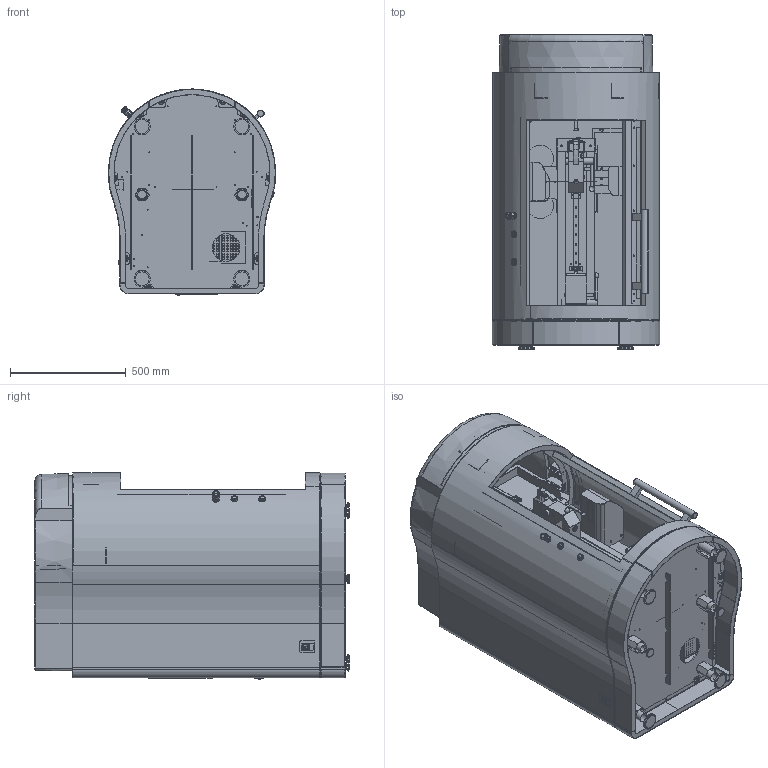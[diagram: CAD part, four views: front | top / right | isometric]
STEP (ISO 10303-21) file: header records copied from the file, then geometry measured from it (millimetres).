
FILE_DESCRIPTION((''),'2;1');
FILE_NAME('102_000_002_ASM','2018-10-25T14:55:27',('ob'),(''),'CREO PARAMETRIC BY PTC INC, 2016510','CREO PARAMETRIC BY PTC INC, 2016510','');
FILE_SCHEMA(('CONFIG_CONTROL_DESIGN'));
Products named in the file (2): PRT0004; 102_000_002_ASM
Assembly tree (1 placements, depth 2):
  102_000_002_ASM
    PRT0004
Bounding box: 725 x 1365 x 892.3 mm (x, y, z)
Surface area: 11280247.9 mm2 (no closed solid volume)
Topology: 0 solids, 354 shells, 764 faces, 6967 edges, 6451 vertices
Faces by surface type: plane 491, cylinder 147, cone 70, torus 25, sphere 19, bspline 12
Entity records: 70800 total; most frequent: CARTESIAN_POINT 20086, DIRECTION 10495, ORIENTED_EDGE 7664, EDGE_CURVE 6950, VERTEX_POINT 6455, VECTOR 3657, LINE 3657, AXIS2_PLACEMENT_3D 3419
